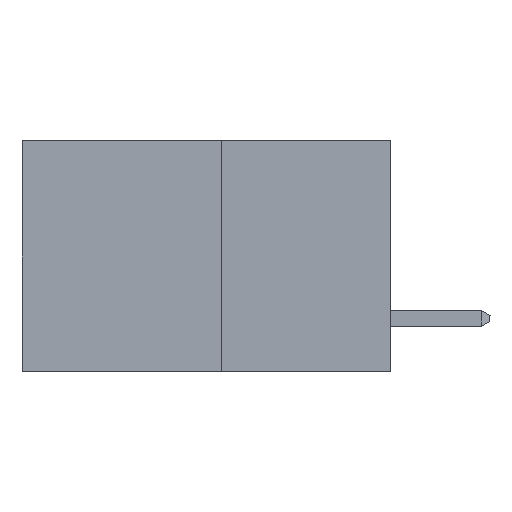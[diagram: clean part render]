
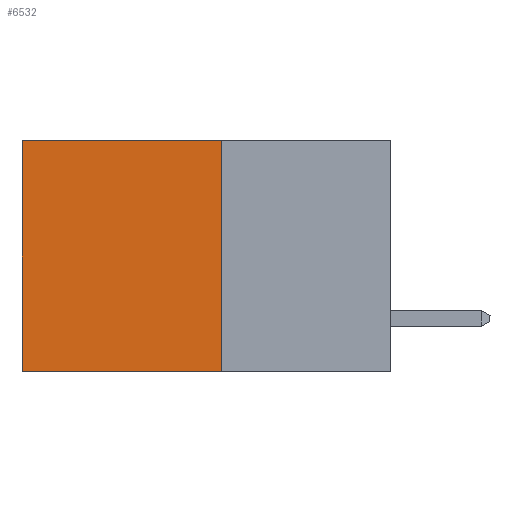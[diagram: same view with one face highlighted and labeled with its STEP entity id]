
A CAD part, left-side view. The second image highlights one B-rep face of the part: STEP entity #6532.
In plain terms, the highlighted planar face has unit normal (-1, 0, 0).
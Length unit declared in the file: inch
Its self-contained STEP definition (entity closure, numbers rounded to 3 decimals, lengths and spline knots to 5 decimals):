
#39 = AXIS2_PLACEMENT_3D ( 'NONE', #6937, #2322, #7617 ) ;
#376 = EDGE_CURVE ( 'NONE', #6167, #2690, #8390, .T. ) ;
#559 = CARTESIAN_POINT ( 'NONE',  ( 0.277, 0.27, -0.37 ) ) ;
#685 = PLANE ( 'NONE',  #39 ) ;
#900 = LINE ( 'NONE', #559, #8578 ) ;
#2322 = DIRECTION ( 'NONE',  ( 1., 0., 0. ) ) ;
#2567 = VECTOR ( 'NONE', #4169, 39.37008 ) ;
#2690 = VERTEX_POINT ( 'NONE', #6670 ) ;
#2770 = CARTESIAN_POINT ( 'NONE',  ( 0.277, 0.59, 0. ) ) ;
#3065 = ORIENTED_EDGE ( 'NONE', *, *, #4018, .T. ) ;
#3066 = DIRECTION ( 'NONE',  ( 0., 1., 0. ) ) ;
#3167 = ORIENTED_EDGE ( 'NONE', *, *, #5504, .F. ) ;
#3317 = DIRECTION ( 'NONE',  ( 0., 0., -1. ) ) ;
#3365 = EDGE_CURVE ( 'NONE', #6167, #5220, #3549, .T. ) ;
#3399 = LINE ( 'NONE', #7691, #7107 ) ;
#3549 = LINE ( 'NONE', #9325, #3814 ) ;
#3814 = VECTOR ( 'NONE', #7564, 39.37008 ) ;
#3848 = ORIENTED_EDGE ( 'NONE', *, *, #376, .F. ) ;
#4018 = EDGE_CURVE ( 'NONE', #5220, #7212, #3399, .T. ) ;
#4149 = ORIENTED_EDGE ( 'NONE', *, *, #3365, .T. ) ;
#4169 = DIRECTION ( 'NONE',  ( 0., 0., -1. ) ) ;
#5122 = CARTESIAN_POINT ( 'NONE',  ( 0.277, 0.59, -0.37 ) ) ;
#5220 = VERTEX_POINT ( 'NONE', #2770 ) ;
#5504 = EDGE_CURVE ( 'NONE', #2690, #7212, #900, .T. ) ;
#6167 = VERTEX_POINT ( 'NONE', #9142 ) ;
#6532 = ADVANCED_FACE ( 'NONE', ( #8654 ), #685, .F. ) ;
#6670 = CARTESIAN_POINT ( 'NONE',  ( 0.277, 0.27, -0.37 ) ) ;
#6937 = CARTESIAN_POINT ( 'NONE',  ( 0.277, 0.27, -0.37 ) ) ;
#7105 = EDGE_LOOP ( 'NONE', ( #3065, #3167, #3848, #4149 ) ) ;
#7107 = VECTOR ( 'NONE', #3317, 39.37008 ) ;
#7212 = VERTEX_POINT ( 'NONE', #5122 ) ;
#7564 = DIRECTION ( 'NONE',  ( 0., 1., 0. ) ) ;
#7617 = DIRECTION ( 'NONE',  ( 0., 0., -1. ) ) ;
#7691 = CARTESIAN_POINT ( 'NONE',  ( 0.277, 0.59, -0.37 ) ) ;
#7830 = CARTESIAN_POINT ( 'NONE',  ( 0.277, 0.27, -0.37 ) ) ;
#8390 = LINE ( 'NONE', #7830, #2567 ) ;
#8578 = VECTOR ( 'NONE', #3066, 39.37008 ) ;
#8654 = FACE_OUTER_BOUND ( 'NONE', #7105, .T. ) ;
#9142 = CARTESIAN_POINT ( 'NONE',  ( 0.277, 0.27, 0. ) ) ;
#9325 = CARTESIAN_POINT ( 'NONE',  ( 0.277, 0.27, 0. ) ) ;
